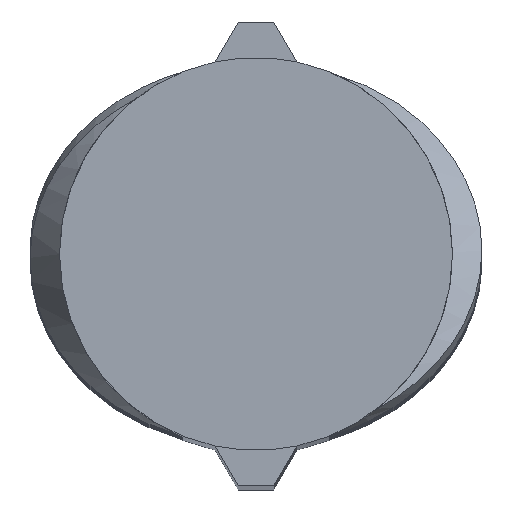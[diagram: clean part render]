
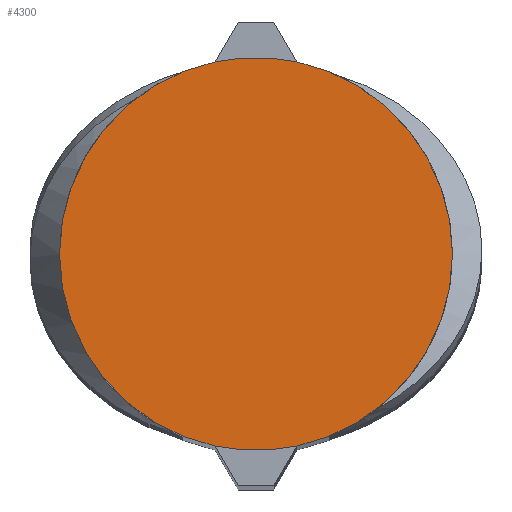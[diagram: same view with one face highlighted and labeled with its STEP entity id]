
A CAD part, top view. The second image highlights one B-rep face of the part: STEP entity #4300.
In plain terms, the highlighted planar face has unit normal (0, 0, 1).
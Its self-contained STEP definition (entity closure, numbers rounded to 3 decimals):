
#27 = ORIENTED_EDGE ( 'NONE', *, *, #486, .F. ) ;
#46 = PLANE ( 'NONE',  #7984 ) ;
#75 = CARTESIAN_POINT ( 'NONE',  ( 0., 0., 230. ) ) ;
#442 = ORIENTED_EDGE ( 'NONE', *, *, #6789, .T. ) ;
#486 = EDGE_CURVE ( 'NONE', #2079, #8136, #1099, .T. ) ;
#528 = CARTESIAN_POINT ( 'NONE',  ( 0., 0., 230. ) ) ;
#578 = CARTESIAN_POINT ( 'NONE',  ( 4.014, -18.929, 230. ) ) ;
#1082 = ORIENTED_EDGE ( 'NONE', *, *, #6330, .F. ) ;
#1099 = CIRCLE ( 'NONE', #1361, 19.35 ) ;
#1231 = ORIENTED_EDGE ( 'NONE', *, *, #6114, .T. ) ;
#1357 = CIRCLE ( 'NONE', #3774, 19.35 ) ;
#1361 = AXIS2_PLACEMENT_3D ( 'NONE', #75, #3294, #5231 ) ;
#1711 = DIRECTION ( 'NONE',  ( 0., 0., 1. ) ) ;
#1754 = CARTESIAN_POINT ( 'NONE',  ( 0., 0., 230. ) ) ;
#1762 = CIRCLE ( 'NONE', #2975, 19.35 ) ;
#1923 = DIRECTION ( 'NONE',  ( 1., 0., 0. ) ) ;
#1970 = CARTESIAN_POINT ( 'NONE',  ( 4.014, 18.929, 230. ) ) ;
#2048 = DIRECTION ( 'NONE',  ( 0., 0., -1. ) ) ;
#2079 = VERTEX_POINT ( 'NONE', #578 ) ;
#2429 = DIRECTION ( 'NONE',  ( 1., 0., 0. ) ) ;
#2975 = AXIS2_PLACEMENT_3D ( 'NONE', #7903, #2048, #3314 ) ;
#3101 = CARTESIAN_POINT ( 'NONE',  ( 0., 0., 230. ) ) ;
#3232 = AXIS2_PLACEMENT_3D ( 'NONE', #3101, #1711, #2429 ) ;
#3242 = CIRCLE ( 'NONE', #4990, 19.35 ) ;
#3294 = DIRECTION ( 'NONE',  ( 0., 0., -1. ) ) ;
#3314 = DIRECTION ( 'NONE',  ( 1., 0., 0. ) ) ;
#3446 = CARTESIAN_POINT ( 'NONE',  ( -19.35, 0., 230. ) ) ;
#3748 = DIRECTION ( 'NONE',  ( 1., 0., 0. ) ) ;
#3774 = AXIS2_PLACEMENT_3D ( 'NONE', #1754, #4950, #7557 ) ;
#3797 = EDGE_CURVE ( 'NONE', #2079, #7319, #7162, .T. ) ;
#4300 = ADVANCED_FACE ( 'NONE', ( #4569 ), #46, .T. ) ;
#4569 = FACE_OUTER_BOUND ( 'NONE', #8326, .T. ) ;
#4950 = DIRECTION ( 'NONE',  ( 0., 0., 1. ) ) ;
#4966 = CARTESIAN_POINT ( 'NONE',  ( 0., 0., 230. ) ) ;
#4990 = AXIS2_PLACEMENT_3D ( 'NONE', #4966, #8215, #3748 ) ;
#5231 = DIRECTION ( 'NONE',  ( 1., 0., 0. ) ) ;
#5628 = CARTESIAN_POINT ( 'NONE',  ( -4.014, -18.929, 230. ) ) ;
#5687 = CARTESIAN_POINT ( 'NONE',  ( -4.014, 18.929, 230. ) ) ;
#6114 = EDGE_CURVE ( 'NONE', #7217, #7693, #3242, .T. ) ;
#6126 = ORIENTED_EDGE ( 'NONE', *, *, #3797, .T. ) ;
#6330 = EDGE_CURVE ( 'NONE', #7217, #7319, #1762, .T. ) ;
#6789 = EDGE_CURVE ( 'NONE', #7693, #8136, #1357, .T. ) ;
#7162 = CIRCLE ( 'NONE', #3232, 19.35 ) ;
#7217 = VERTEX_POINT ( 'NONE', #5687 ) ;
#7319 = VERTEX_POINT ( 'NONE', #1970 ) ;
#7557 = DIRECTION ( 'NONE',  ( 1., 0., 0. ) ) ;
#7693 = VERTEX_POINT ( 'NONE', #3446 ) ;
#7730 = DIRECTION ( 'NONE',  ( 0., 0., 1. ) ) ;
#7903 = CARTESIAN_POINT ( 'NONE',  ( 0., 0., 230. ) ) ;
#7984 = AXIS2_PLACEMENT_3D ( 'NONE', #528, #7730, #1923 ) ;
#8136 = VERTEX_POINT ( 'NONE', #5628 ) ;
#8215 = DIRECTION ( 'NONE',  ( 0., 0., 1. ) ) ;
#8326 = EDGE_LOOP ( 'NONE', ( #27, #6126, #1082, #1231, #442 ) ) ;
